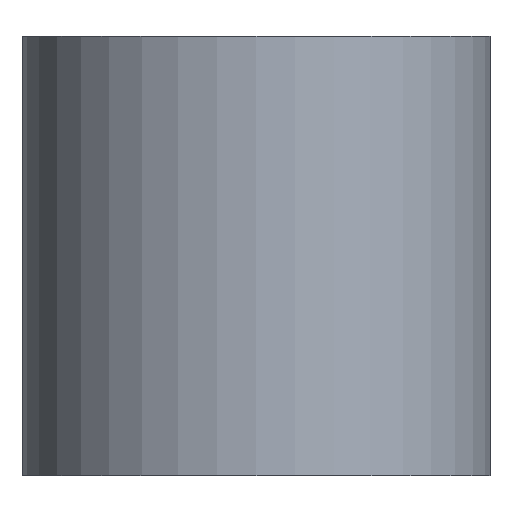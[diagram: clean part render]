
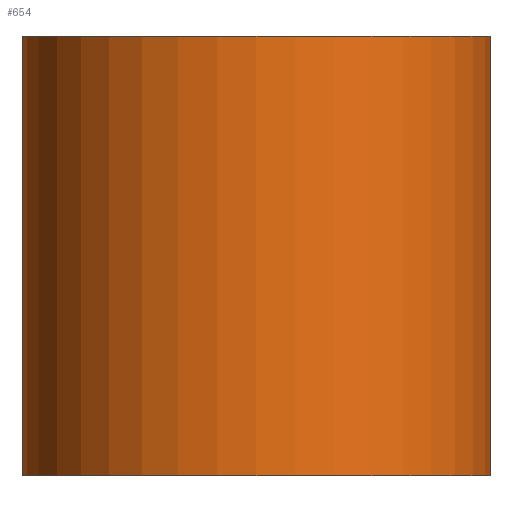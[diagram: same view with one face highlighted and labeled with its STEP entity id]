
A CAD part, left-side view. The second image highlights one B-rep face of the part: STEP entity #654.
In plain terms, the highlighted cylindrical face has radius 16 mm (diameter 32 mm), a partial arc.
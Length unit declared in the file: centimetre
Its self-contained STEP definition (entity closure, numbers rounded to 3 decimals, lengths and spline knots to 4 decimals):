
#131=VECTOR('',#876,1.);
#134=VECTOR('',#886,1.);
#163=LINE('',#1039,#131);
#166=LINE('',#1049,#134);
#232=VERTEX_POINT('',#1033);
#235=VERTEX_POINT('',#1038);
#238=VERTEX_POINT('',#1048);
#239=VERTEX_POINT('',#1050);
#276=CIRCLE('',#728,1.6);
#277=CIRCLE('',#729,1.6);
#339=EDGE_CURVE('',#235,#232,#163,.T.);
#344=EDGE_CURVE('',#239,#238,#166,.T.);
#346=EDGE_CURVE('',#238,#232,#276,.T.);
#347=EDGE_CURVE('',#235,#239,#277,.T.);
#452=ORIENTED_EDGE('',*,*,#346,.T.);
#453=ORIENTED_EDGE('',*,*,#339,.F.);
#454=ORIENTED_EDGE('',*,*,#347,.T.);
#455=ORIENTED_EDGE('',*,*,#344,.T.);
#537=EDGE_LOOP('',(#452,#453,#454,#455));
#603=FACE_BOUND('',#537,.T.);
#654=ADVANCED_FACE('',(#603),#1075,.T.);
#727=AXIS2_PLACEMENT_3D('',#1052,#888,#889);
#728=AXIS2_PLACEMENT_3D('',#1053,#890,#891);
#729=AXIS2_PLACEMENT_3D('',#1054,#892,#893);
#876=DIRECTION('',(0.,0.,1.));
#886=DIRECTION('',(0.,0.,1.));
#888=DIRECTION('',(0.,0.,1.));
#889=DIRECTION('',(1.6,0.,0.));
#890=DIRECTION('',(0.,0.,-1.));
#891=DIRECTION('',(1.6,0.,0.));
#892=DIRECTION('',(0.,0.,1.));
#893=DIRECTION('',(1.6,0.,0.));
#1033=CARTESIAN_POINT('',(0.1956,1.588,1.5));
#1038=CARTESIAN_POINT('',(0.1956,1.588,-1.5));
#1039=CARTESIAN_POINT('',(0.1956,1.588,-1.5));
#1048=CARTESIAN_POINT('',(0.1956,-1.588,1.5));
#1049=CARTESIAN_POINT('',(0.1956,-1.588,-1.5));
#1050=CARTESIAN_POINT('',(0.1956,-1.588,-1.5));
#1052=CARTESIAN_POINT('',(0.,0.,-1.5));
#1053=CARTESIAN_POINT('',(0.,0.,1.5));
#1054=CARTESIAN_POINT('',(0.,0.,-1.5));
#1075=CYLINDRICAL_SURFACE('',#727,1.6);
